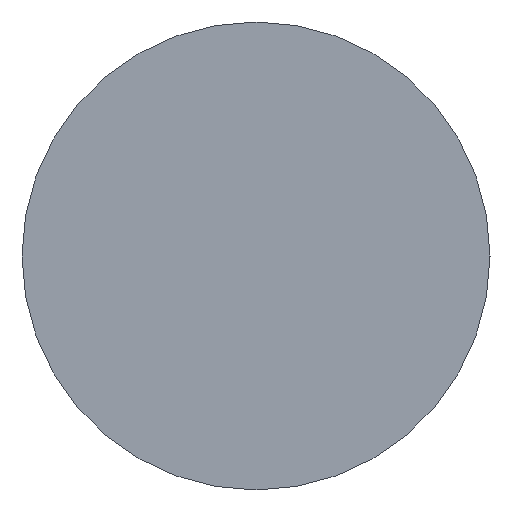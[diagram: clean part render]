
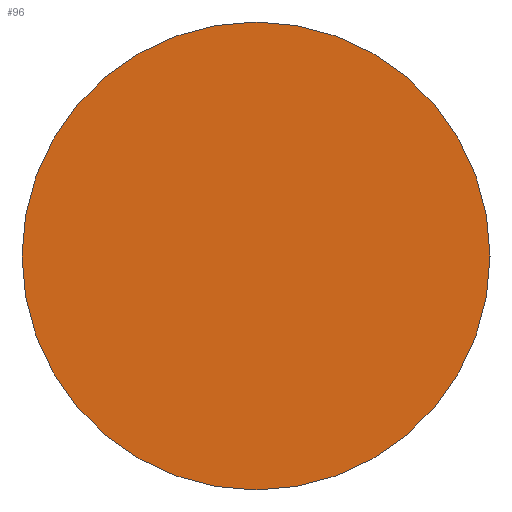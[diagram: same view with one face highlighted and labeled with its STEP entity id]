
A CAD part, left-side view. The second image highlights one B-rep face of the part: STEP entity #96.
In plain terms, the highlighted planar face has unit normal (-1, 0, 0).
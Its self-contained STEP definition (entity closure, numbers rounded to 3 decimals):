
#15 = VERTEX_POINT ( 'NONE', #35 ) ;
#16 = CARTESIAN_POINT ( 'NONE',  ( 586.662, 193.842, 0. ) ) ;
#35 = CARTESIAN_POINT ( 'NONE',  ( 586.662, 192.342, 1.5 ) ) ;
#47 = AXIS2_PLACEMENT_3D ( 'NONE', #185, #102, #140 ) ;
#50 = FACE_OUTER_BOUND ( 'NONE', #76, .T. ) ;
#57 = EDGE_CURVE ( 'NONE', #15, #182, #178, .T. ) ;
#59 = ORIENTED_EDGE ( 'NONE', *, *, #131, .T. ) ;
#63 = DIRECTION ( 'NONE',  ( -1., 0., 0. ) ) ;
#76 = EDGE_LOOP ( 'NONE', ( #186, #59 ) ) ;
#81 = AXIS2_PLACEMENT_3D ( 'NONE', #149, #63, #167 ) ;
#86 = CARTESIAN_POINT ( 'NONE',  ( 586.662, 192.342, -1.5 ) ) ;
#90 = CIRCLE ( 'NONE', #47, 1.5 ) ;
#96 = ADVANCED_FACE ( 'NONE', ( #50 ), #97, .F. ) ;
#97 = PLANE ( 'NONE',  #121 ) ;
#102 = DIRECTION ( 'NONE',  ( -1., 0., 0. ) ) ;
#112 = DIRECTION ( 'NONE',  ( 1., 0., 0. ) ) ;
#121 = AXIS2_PLACEMENT_3D ( 'NONE', #16, #112, #125 ) ;
#125 = DIRECTION ( 'NONE',  ( 0., 0., -1. ) ) ;
#131 = EDGE_CURVE ( 'NONE', #182, #15, #90, .T. ) ;
#140 = DIRECTION ( 'NONE',  ( 0., 0., 1. ) ) ;
#149 = CARTESIAN_POINT ( 'NONE',  ( 586.662, 192.342, 0. ) ) ;
#167 = DIRECTION ( 'NONE',  ( 0., 0., 1. ) ) ;
#178 = CIRCLE ( 'NONE', #81, 1.5 ) ;
#182 = VERTEX_POINT ( 'NONE', #86 ) ;
#185 = CARTESIAN_POINT ( 'NONE',  ( 586.662, 192.342, 0. ) ) ;
#186 = ORIENTED_EDGE ( 'NONE', *, *, #57, .T. ) ;
